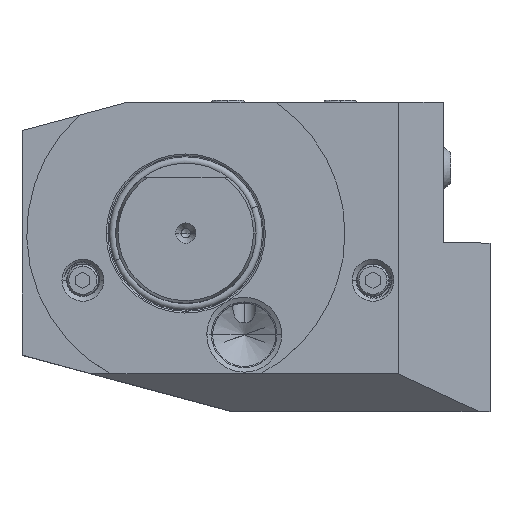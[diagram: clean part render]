
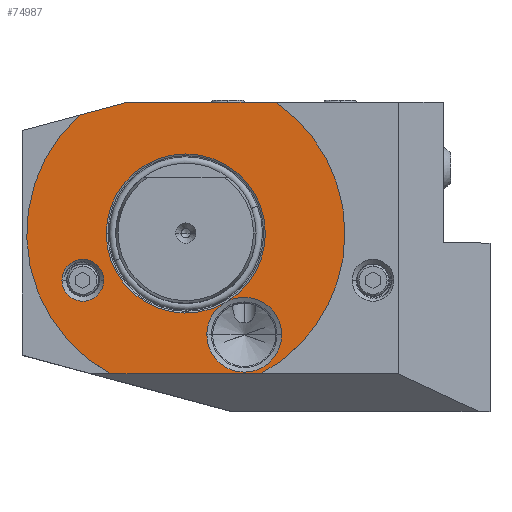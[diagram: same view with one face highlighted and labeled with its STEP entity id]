
A CAD part, top view. The second image highlights one B-rep face of the part: STEP entity #74987.
In plain terms, the highlighted planar face has unit normal (0, 0, 1).
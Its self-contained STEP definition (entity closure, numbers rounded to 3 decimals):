
#6 = ORIENTED_EDGE ( 'NONE', *, *, #19004, .T. ) ;
#13 = ORIENTED_EDGE ( 'NONE', *, *, #17994, .F. ) ;
#25 = ORIENTED_EDGE ( 'NONE', *, *, #19123, .T. ) ;
#35 = ORIENTED_EDGE ( 'NONE', *, *, #19137, .F. ) ;
#39 = ORIENTED_EDGE ( 'NONE', *, *, #18259, .T. ) ;
#50 = ORIENTED_EDGE ( 'NONE', *, *, #19023, .T. ) ;
#53 = ORIENTED_EDGE ( 'NONE', *, *, #17974, .F. ) ;
#63 = ORIENTED_EDGE ( 'NONE', *, *, #19046, .T. ) ;
#68 = ORIENTED_EDGE ( 'NONE', *, *, #19130, .T. ) ;
#70 = ORIENTED_EDGE ( 'NONE', *, *, #2122, .T. ) ;
#75 = ORIENTED_EDGE ( 'NONE', *, *, #19018, .F. ) ;
#2122 = EDGE_CURVE ( 'NONE', #42505, #42495, #31366, .T. ) ;
#10508 = DIRECTION ( 'NONE',  ( -1., 0., 0. ) ) ;
#10537 = CARTESIAN_POINT ( 'NONE',  ( -22., -10., -55. ) ) ;
#10569 = DIRECTION ( 'NONE',  ( 0., 0., -1. ) ) ;
#13746 = DIRECTION ( 'NONE',  ( -1., 0., 0. ) ) ;
#15512 = LINE ( 'NONE', #39763, #15522 ) ;
#15522 = VECTOR ( 'NONE', #39742, 1000. ) ;
#15543 = CIRCLE ( 'NONE', #38770, 34. ) ;
#15560 = LINE ( 'NONE', #41064, #15561 ) ;
#15561 = VECTOR ( 'NONE', #41050, 1000. ) ;
#15575 = CIRCLE ( 'NONE', #38756, 17. ) ;
#15579 = CIRCLE ( 'NONE', #38729, 4.475 ) ;
#15600 = CIRCLE ( 'NONE', #38762, 34. ) ;
#15647 = CIRCLE ( 'NONE', #38766, 8. ) ;
#15649 = VECTOR ( 'NONE', #41218, 1000. ) ;
#15654 = LINE ( 'NONE', #41204, #15649 ) ;
#15660 = CIRCLE ( 'NONE', #38745, 8. ) ;
#17974 = EDGE_CURVE ( 'NONE', #42127, #42099, #36989, .T. ) ;
#17994 = EDGE_CURVE ( 'NONE', #42097, #42069, #36987, .T. ) ;
#18017 = EDGE_CURVE ( 'NONE', #42203, #42119, #37037, .T. ) ;
#18259 = EDGE_CURVE ( 'NONE', #42354, #42397, #37070, .T. ) ;
#18890 = EDGE_CURVE ( 'NONE', #75429, #75386, #15512, .T. ) ;
#19004 = EDGE_CURVE ( 'NONE', #42397, #42354, #15579, .T. ) ;
#19018 = EDGE_CURVE ( 'NONE', #42099, #42097, #15575, .T. ) ;
#19023 = EDGE_CURVE ( 'NONE', #75416, #75399, #15600, .T. ) ;
#19046 = EDGE_CURVE ( 'NONE', #75399, #42203, #15560, .T. ) ;
#19076 = EDGE_CURVE ( 'NONE', #42119, #75386, #15543, .T. ) ;
#19123 = EDGE_CURVE ( 'NONE', #42127, #42505, #15647, .T. ) ;
#19130 = EDGE_CURVE ( 'NONE', #42495, #42069, #15660, .T. ) ;
#19137 = EDGE_CURVE ( 'NONE', #75416, #75429, #15654, .T. ) ;
#24903 = FACE_BOUND ( 'NONE', #29288, .T. ) ;
#24914 = FACE_BOUND ( 'NONE', #29287, .T. ) ;
#24954 = FACE_OUTER_BOUND ( 'NONE', #29250, .T. ) ;
#29250 = EDGE_LOOP ( 'NONE', ( #50, #63, #76288, #76230, #76224, #35 ) ) ;
#29287 = EDGE_LOOP ( 'NONE', ( #53, #25, #70, #68, #13, #75 ) ) ;
#29288 = EDGE_LOOP ( 'NONE', ( #39, #6 ) ) ;
#31366 = CIRCLE ( 'NONE', #72080, 8. ) ;
#35613 = DIRECTION ( 'NONE',  ( -1., 0., 0. ) ) ;
#35617 = CARTESIAN_POINT ( 'NONE',  ( 19.287, 28., -55. ) ) ;
#35632 = CARTESIAN_POINT ( 'NONE',  ( 0., 17., -55. ) ) ;
#35639 = DIRECTION ( 'NONE',  ( 0., 0., -1. ) ) ;
#35649 = PLANE ( 'NONE',  #62635 ) ;
#35671 = CARTESIAN_POINT ( 'NONE',  ( -12.608, 28., -55. ) ) ;
#35690 = CARTESIAN_POINT ( 'NONE',  ( -22.726, 25.289, -55. ) ) ;
#35693 = CARTESIAN_POINT ( 'NONE',  ( -16., -30., -55. ) ) ;
#36987 = CIRCLE ( 'NONE', #38954, 17. ) ;
#36989 = CIRCLE ( 'NONE', #38931, 17. ) ;
#37037 = CIRCLE ( 'NONE', #38956, 34. ) ;
#37070 = CIRCLE ( 'NONE', #38972, 4.475 ) ;
#38729 = AXIS2_PLACEMENT_3D ( 'NONE', #40987, #40955, #40956 ) ;
#38745 = AXIS2_PLACEMENT_3D ( 'NONE', #41142, #41167, #41152 ) ;
#38756 = AXIS2_PLACEMENT_3D ( 'NONE', #41026, #41044, #40996 ) ;
#38762 = AXIS2_PLACEMENT_3D ( 'NONE', #41066, #41086, #41065 ) ;
#38766 = AXIS2_PLACEMENT_3D ( 'NONE', #41155, #41161, #41136 ) ;
#38770 = AXIS2_PLACEMENT_3D ( 'NONE', #41112, #41103, #41126 ) ;
#38931 = AXIS2_PLACEMENT_3D ( 'NONE', #48376, #48379, #48425 ) ;
#38954 = AXIS2_PLACEMENT_3D ( 'NONE', #48522, #48554, #48570 ) ;
#38956 = AXIS2_PLACEMENT_3D ( 'NONE', #48764, #48767, #48668 ) ;
#38972 = AXIS2_PLACEMENT_3D ( 'NONE', #10537, #10569, #10508 ) ;
#39742 = DIRECTION ( 'NONE',  ( 1., 0., 0. ) ) ;
#39763 = CARTESIAN_POINT ( 'NONE',  ( 0., 28., -55. ) ) ;
#40955 = DIRECTION ( 'NONE',  ( 0., 0., -1. ) ) ;
#40956 = DIRECTION ( 'NONE',  ( -1., 0., 0. ) ) ;
#40987 = CARTESIAN_POINT ( 'NONE',  ( -22., -10., -55. ) ) ;
#40996 = DIRECTION ( 'NONE',  ( 1., 0., 0. ) ) ;
#41026 = CARTESIAN_POINT ( 'NONE',  ( 0., 0., -55. ) ) ;
#41044 = DIRECTION ( 'NONE',  ( 0., 0., 1. ) ) ;
#41050 = DIRECTION ( 'NONE',  ( 1., 0., 0. ) ) ;
#41064 = CARTESIAN_POINT ( 'NONE',  ( 0., -30., -55. ) ) ;
#41065 = DIRECTION ( 'NONE',  ( 1., 0., 0. ) ) ;
#41066 = CARTESIAN_POINT ( 'NONE',  ( 0., 0., -55. ) ) ;
#41086 = DIRECTION ( 'NONE',  ( 0., 0., 1. ) ) ;
#41103 = DIRECTION ( 'NONE',  ( 0., 0., 1. ) ) ;
#41112 = CARTESIAN_POINT ( 'NONE',  ( 0., 0., -55. ) ) ;
#41126 = DIRECTION ( 'NONE',  ( 1., 0., 0. ) ) ;
#41136 = DIRECTION ( 'NONE',  ( -1., 0., 0. ) ) ;
#41142 = CARTESIAN_POINT ( 'NONE',  ( 12.49, -21.633, -55. ) ) ;
#41152 = DIRECTION ( 'NONE',  ( -1., 0., 0. ) ) ;
#41155 = CARTESIAN_POINT ( 'NONE',  ( 12.49, -21.633, -55. ) ) ;
#41161 = DIRECTION ( 'NONE',  ( 0., 0., -1. ) ) ;
#41167 = DIRECTION ( 'NONE',  ( 0., 0., -1. ) ) ;
#41204 = CARTESIAN_POINT ( 'NONE',  ( -3.595, 30.415, -55. ) ) ;
#41218 = DIRECTION ( 'NONE',  ( 0.966, 0.259, 0. ) ) ;
#42069 = VERTEX_POINT ( 'NONE', #62032 ) ;
#42097 = VERTEX_POINT ( 'NONE', #62144 ) ;
#42099 = VERTEX_POINT ( 'NONE', #62111 ) ;
#42119 = VERTEX_POINT ( 'NONE', #62127 ) ;
#42127 = VERTEX_POINT ( 'NONE', #62130 ) ;
#42203 = VERTEX_POINT ( 'NONE', #62177 ) ;
#42354 = VERTEX_POINT ( 'NONE', #60474 ) ;
#42397 = VERTEX_POINT ( 'NONE', #60588 ) ;
#42495 = VERTEX_POINT ( 'NONE', #60830 ) ;
#42505 = VERTEX_POINT ( 'NONE', #60842 ) ;
#48376 = CARTESIAN_POINT ( 'NONE',  ( 0., 0., -55. ) ) ;
#48379 = DIRECTION ( 'NONE',  ( 0., 0., 1. ) ) ;
#48425 = DIRECTION ( 'NONE',  ( 1., 0., 0. ) ) ;
#48522 = CARTESIAN_POINT ( 'NONE',  ( 0., 0., -55. ) ) ;
#48554 = DIRECTION ( 'NONE',  ( 0., 0., 1. ) ) ;
#48570 = DIRECTION ( 'NONE',  ( 1., 0., 0. ) ) ;
#48668 = DIRECTION ( 'NONE',  ( 1., 0., 0. ) ) ;
#48764 = CARTESIAN_POINT ( 'NONE',  ( 0., 0., -55. ) ) ;
#48767 = DIRECTION ( 'NONE',  ( 0., 0., 1. ) ) ;
#60474 = CARTESIAN_POINT ( 'NONE',  ( -17.525, -10., -55. ) ) ;
#60588 = CARTESIAN_POINT ( 'NONE',  ( -26.475, -10., -55. ) ) ;
#60830 = CARTESIAN_POINT ( 'NONE',  ( 4.49, -21.633, -55. ) ) ;
#60842 = CARTESIAN_POINT ( 'NONE',  ( 20.49, -21.633, -55. ) ) ;
#62032 = CARTESIAN_POINT ( 'NONE',  ( 8.093, -14.95, -55. ) ) ;
#62111 = CARTESIAN_POINT ( 'NONE',  ( 17., 0., -55. ) ) ;
#62127 = CARTESIAN_POINT ( 'NONE',  ( 34., 0., -55. ) ) ;
#62130 = CARTESIAN_POINT ( 'NONE',  ( 8.901, -14.484, -55. ) ) ;
#62144 = CARTESIAN_POINT ( 'NONE',  ( -17., 0., -55. ) ) ;
#62177 = CARTESIAN_POINT ( 'NONE',  ( 16., -30., -55. ) ) ;
#62635 = AXIS2_PLACEMENT_3D ( 'NONE', #35632, #35639, #35613 ) ;
#72080 = AXIS2_PLACEMENT_3D ( 'NONE', #74752, #74732, #13746 ) ;
#74732 = DIRECTION ( 'NONE',  ( 0., 0., -1. ) ) ;
#74752 = CARTESIAN_POINT ( 'NONE',  ( 12.49, -21.633, -55. ) ) ;
#74987 = ADVANCED_FACE ( 'NONE', ( #24903, #24914, #24954 ), #35649, .F. ) ;
#75386 = VERTEX_POINT ( 'NONE', #35617 ) ;
#75399 = VERTEX_POINT ( 'NONE', #35693 ) ;
#75416 = VERTEX_POINT ( 'NONE', #35690 ) ;
#75429 = VERTEX_POINT ( 'NONE', #35671 ) ;
#76224 = ORIENTED_EDGE ( 'NONE', *, *, #18890, .F. ) ;
#76230 = ORIENTED_EDGE ( 'NONE', *, *, #19076, .T. ) ;
#76288 = ORIENTED_EDGE ( 'NONE', *, *, #18017, .T. ) ;
